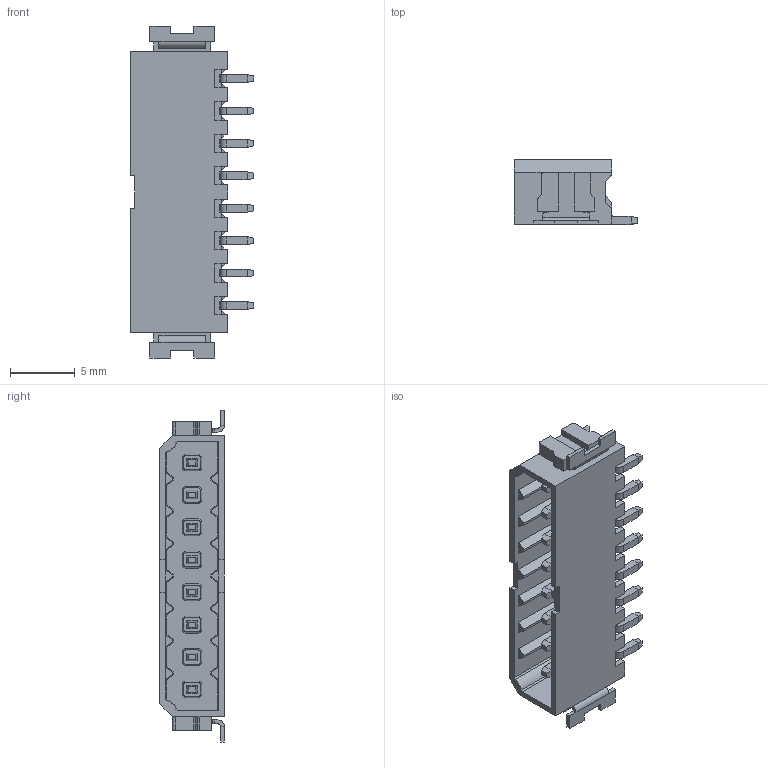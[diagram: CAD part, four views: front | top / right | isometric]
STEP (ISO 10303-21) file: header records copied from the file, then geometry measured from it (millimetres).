
FILE_DESCRIPTION(('SolidDesigner STEP Export'),'2;1');
FILE_NAME('ptsm_0.5-8-hho-2.5-smd-wh.stp','2013-02-22T11:35:52',(''),(''),'Creo Elements/Direct Modeling STEP processor for AP214 (Solid Model)','Creo Elements/Direct Modeling 18.1 06-May-2012 (C) Parametric Technology GmbH','');
FILE_SCHEMA(('AUTOMOTIVE_DESIGN { 1 0 10303 214 1 1 1 1 }'));
Length unit declared in the file: millimetre
Products named in the file (2): ptsm_0.5-8-hho-2.5-smd-wh
Assembly tree (1 placements, depth 2):
  ptsm_0.5-8-hho-2.5-smd-wh
    ptsm_0.5-8-hho-2.5-smd-wh
Bounding box: 9.5 x 5 x 25.6 mm (x, y, z)
Volume: 431.6 mm3; surface area: 1121.1 mm2
Topology: 1 solids, 1 shells, 546 faces, 1484 edges, 964 vertices
Faces by surface type: plane 464, cylinder 48, cone 34
Entity records: 21209 total; most frequent: CARTESIAN_POINT 3012, ORIENTED_EDGE 2968, DIRECTION 2684, EDGE_CURVE 1484, VECTOR 1308, LINE 1308, VERTEX_POINT 964, AXIS2_PLACEMENT_3D 688
